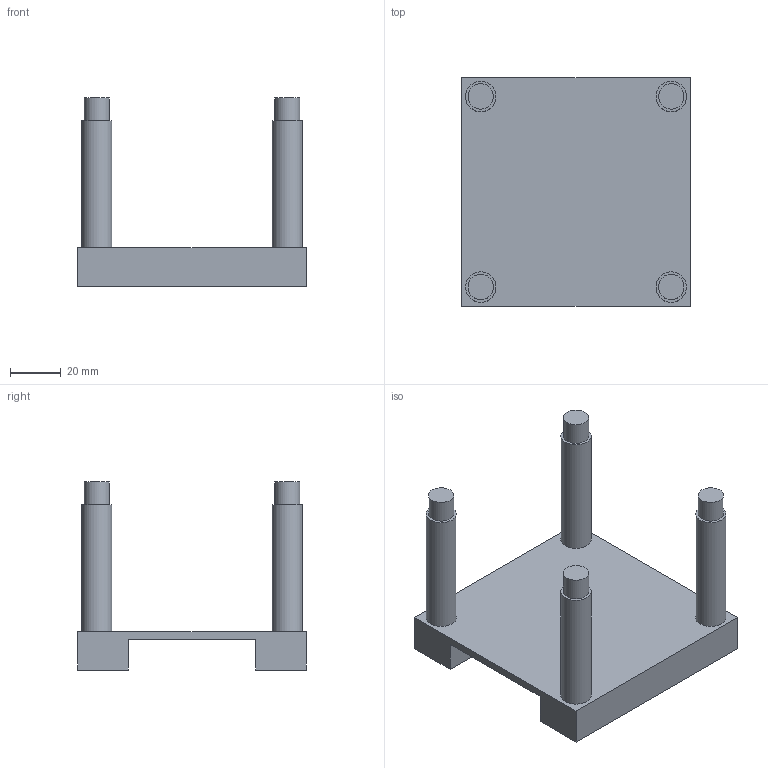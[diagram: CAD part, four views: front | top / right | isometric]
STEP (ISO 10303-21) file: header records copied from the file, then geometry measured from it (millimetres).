
FILE_DESCRIPTION(('FreeCAD Model'),'2;1');
FILE_NAME('Open CASCADE Shape Model','2025-10-18T23:46:33',('Author'),( ''),'Open CASCADE STEP processor 7.8','FreeCAD','Unknown');
FILE_SCHEMA(('AUTOMOTIVE_DESIGN { 1 0 10303 214 1 1 1 1 }'));
Length unit declared in the file: millimetre
Products named in the file (1): BatteryHolder
Bounding box: 90 x 90 x 74 mm (x, y, z)
Volume: 82897.3 mm3; surface area: 32710.6 mm2
Topology: 1 solids, 1 shells, 42 faces, 84 edges, 56 vertices
Faces by surface type: plane 30, cylinder 12
Full cylindrical faces by diameter (mm): 10 x8, 12 x4
Entity records: 1114 total; most frequent: DIRECTION 194, CARTESIAN_POINT 183, ORIENTED_EDGE 168, EDGE_CURVE 84, AXIS2_PLACEMENT_3D 67, LINE 60, VECTOR 60, VERTEX_POINT 56
